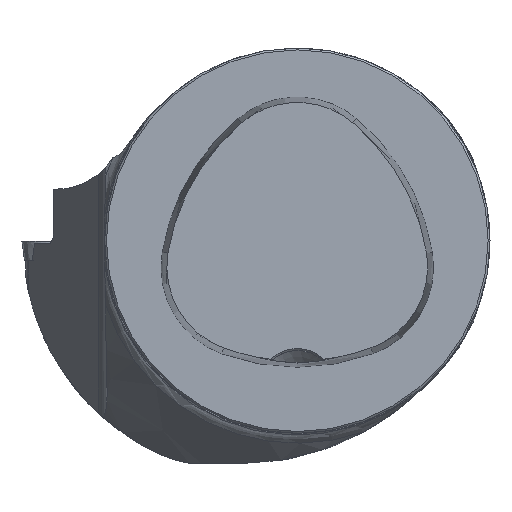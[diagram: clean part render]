
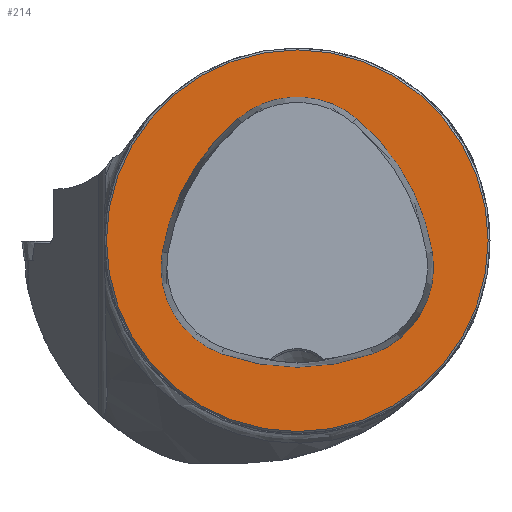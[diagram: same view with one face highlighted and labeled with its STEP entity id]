
A CAD part, top view. The second image highlights one B-rep face of the part: STEP entity #214.
In plain terms, the highlighted planar face has unit normal (0, 0, 1).
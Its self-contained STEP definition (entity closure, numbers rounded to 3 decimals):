
#100=FACE_BOUND('',#377,.T.);
#101=FACE_BOUND('',#378,.T.);
#145=PLANE('',#1425);
#214=ADVANCED_FACE('CU_FL_N1_SU_1',(#100,#101),#145,.T.);
#377=EDGE_LOOP('',(#767,#768,#769,#770,#771,#772));
#378=EDGE_LOOP('',(#773));
#767=ORIENTED_EDGE('',*,*,#1205,.F.);
#768=ORIENTED_EDGE('',*,*,#1206,.F.);
#769=ORIENTED_EDGE('',*,*,#1207,.F.);
#770=ORIENTED_EDGE('',*,*,#1208,.F.);
#771=ORIENTED_EDGE('',*,*,#1202,.F.);
#772=ORIENTED_EDGE('',*,*,#1209,.F.);
#773=ORIENTED_EDGE('',*,*,#1210,.T.);
#1059=VERTEX_POINT('',#2520);
#1060=VERTEX_POINT('',#2522);
#1062=VERTEX_POINT('',#2528);
#1063=VERTEX_POINT('',#2529);
#1064=VERTEX_POINT('',#2531);
#1065=VERTEX_POINT('',#2533);
#1066=VERTEX_POINT('',#2537);
#1202=EDGE_CURVE('',#1059,#1060,#1273,.T.);
#1205=EDGE_CURVE('',#1062,#1063,#1275,.T.);
#1206=EDGE_CURVE('',#1064,#1062,#1276,.T.);
#1207=EDGE_CURVE('',#1065,#1064,#1277,.T.);
#1208=EDGE_CURVE('',#1060,#1065,#1278,.T.);
#1209=EDGE_CURVE('',#1063,#1059,#1279,.T.);
#1210=EDGE_CURVE('',#1066,#1066,#1280,.T.);
#1273=CIRCLE('',#1416,36.075);
#1275=CIRCLE('',#1419,36.075);
#1276=CIRCLE('',#1420,15.075);
#1277=CIRCLE('',#1421,36.075);
#1278=CIRCLE('',#1422,15.075);
#1279=CIRCLE('',#1423,15.075);
#1280=CIRCLE('',#1424,31.2);
#1416=AXIS2_PLACEMENT_3D('',#2521,#1651,#1652);
#1419=AXIS2_PLACEMENT_3D('',#2527,#1658,#1659);
#1420=AXIS2_PLACEMENT_3D('',#2530,#1660,#1661);
#1421=AXIS2_PLACEMENT_3D('',#2532,#1662,#1663);
#1422=AXIS2_PLACEMENT_3D('',#2534,#1664,#1665);
#1423=AXIS2_PLACEMENT_3D('',#2535,#1666,#1667);
#1424=AXIS2_PLACEMENT_3D('',#2536,#1668,#1669);
#1425=AXIS2_PLACEMENT_3D('',#2538,#1670,#1671);
#1651=DIRECTION('',(0.,0.,1.));
#1652=DIRECTION('',(1.,0.,0.));
#1658=DIRECTION('',(0.,0.,1.));
#1659=DIRECTION('',(1.,0.,0.));
#1660=DIRECTION('',(0.,0.,1.));
#1661=DIRECTION('',(1.,0.,0.));
#1662=DIRECTION('',(0.,0.,1.));
#1663=DIRECTION('',(1.,0.,0.));
#1664=DIRECTION('',(0.,0.,1.));
#1665=DIRECTION('',(1.,0.,0.));
#1666=DIRECTION('',(0.,0.,1.));
#1667=DIRECTION('',(1.,0.,0.));
#1668=DIRECTION('',(0.,0.,1.));
#1669=DIRECTION('',(1.,0.,0.));
#1670=DIRECTION('',(0.,0.,1.));
#1671=DIRECTION('',(1.,0.,0.));
#2520=CARTESIAN_POINT('',(-12.368,-18.489,0.));
#2521=CARTESIAN_POINT('',(0.,15.4,0.));
#2522=CARTESIAN_POINT('',(12.368,-18.489,0.));
#2527=CARTESIAN_POINT('',(13.535,-7.656,0.));
#2528=CARTESIAN_POINT('',(-9.716,19.927,0.));
#2529=CARTESIAN_POINT('',(-22.084,-1.937,0.));
#2530=CARTESIAN_POINT('',(0.,8.4,0.));
#2531=CARTESIAN_POINT('',(9.716,19.927,0.));
#2532=CARTESIAN_POINT('',(-13.535,-7.656,0.));
#2533=CARTESIAN_POINT('',(22.084,-1.937,0.));
#2534=CARTESIAN_POINT('',(7.2,-4.327,0.));
#2535=CARTESIAN_POINT('',(-7.2,-4.327,0.));
#2536=CARTESIAN_POINT('',(0.,0.,0.));
#2537=CARTESIAN_POINT('',(31.2,0.,0.));
#2538=CARTESIAN_POINT('',(0.,0.,0.));
